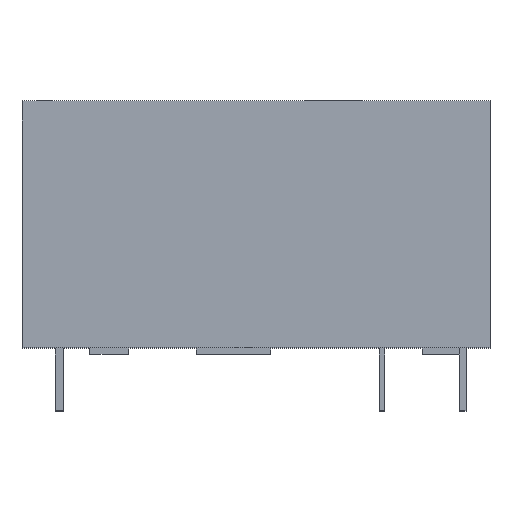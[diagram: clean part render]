
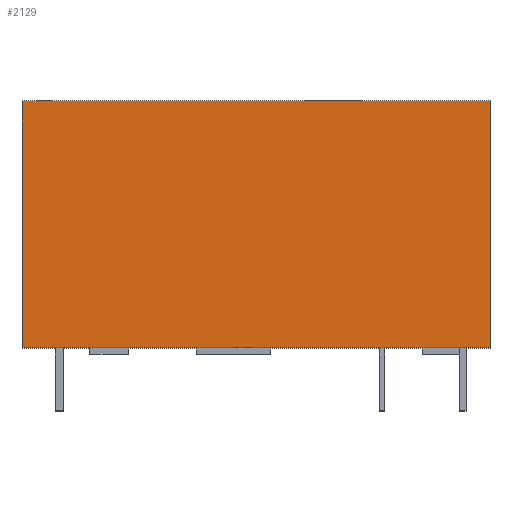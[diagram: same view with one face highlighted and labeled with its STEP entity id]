
A CAD part, top view. The second image highlights one B-rep face of the part: STEP entity #2129.
In plain terms, the highlighted planar face has unit normal (0, 0, 1).
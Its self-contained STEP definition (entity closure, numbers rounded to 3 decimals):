
#10 = EDGE_CURVE ( 'NONE', #1008, #55, #266, .T. ) ;
#55 = VERTEX_POINT ( 'NONE', #443 ) ;
#112 = ORIENTED_EDGE ( 'NONE', *, *, #1169, .T. ) ;
#158 = VERTEX_POINT ( 'NONE', #1247 ) ;
#167 = ORIENTED_EDGE ( 'NONE', *, *, #2078, .T. ) ;
#266 = LINE ( 'NONE', #270, #271 ) ;
#270 = CARTESIAN_POINT ( 'NONE',  ( 26.7, 15.7, 2.6 ) ) ;
#271 = VECTOR ( 'NONE', #272, 1000. ) ;
#272 = DIRECTION ( 'NONE',  ( 0., -1., 0. ) ) ;
#432 = CARTESIAN_POINT ( 'NONE',  ( -2.3, 0.4, 2.6 ) ) ;
#443 = CARTESIAN_POINT ( 'NONE',  ( 26.7, 0.4, 2.6 ) ) ;
#908 = LINE ( 'NONE', #909, #910 ) ;
#909 = CARTESIAN_POINT ( 'NONE',  ( -2.3, 15.7, 2.6 ) ) ;
#910 = VECTOR ( 'NONE', #911, 1000. ) ;
#911 = DIRECTION ( 'NONE',  ( 1., 0., 0. ) ) ;
#987 = CARTESIAN_POINT ( 'NONE',  ( 26.7, 15.7, 2.6 ) ) ;
#1008 = VERTEX_POINT ( 'NONE', #987 ) ;
#1059 = LINE ( 'NONE', #1060, #1061 ) ;
#1060 = CARTESIAN_POINT ( 'NONE',  ( -2.3, 15.7, 2.6 ) ) ;
#1061 = VECTOR ( 'NONE', #1062, 1000. ) ;
#1062 = DIRECTION ( 'NONE',  ( 0., -1., 0. ) ) ;
#1084 = ORIENTED_EDGE ( 'NONE', *, *, #2006, .F. ) ;
#1169 = EDGE_CURVE ( 'NONE', #158, #1943, #1059, .T. ) ;
#1247 = CARTESIAN_POINT ( 'NONE',  ( -2.3, 15.7, 2.6 ) ) ;
#1347 = LINE ( 'NONE', #1348, #1349 ) ;
#1348 = CARTESIAN_POINT ( 'NONE',  ( -2.3, 0.4, 2.6 ) ) ;
#1349 = VECTOR ( 'NONE', #1350, 1000. ) ;
#1350 = DIRECTION ( 'NONE',  ( 1., 0., 0. ) ) ;
#1683 = FACE_OUTER_BOUND ( 'NONE', #2114, .T. ) ;
#1684 = PLANE ( 'NONE',  #1685 ) ;
#1685 = AXIS2_PLACEMENT_3D ( 'NONE', #1686, #1687, #1688 ) ;
#1686 = CARTESIAN_POINT ( 'NONE',  ( -2.3, 15.7, 2.6 ) ) ;
#1687 = DIRECTION ( 'NONE',  ( 0., 0., -1. ) ) ;
#1688 = DIRECTION ( 'NONE',  ( -1., 0., 0. ) ) ;
#1943 = VERTEX_POINT ( 'NONE', #432 ) ;
#2006 = EDGE_CURVE ( 'NONE', #158, #1008, #908, .T. ) ;
#2036 = ORIENTED_EDGE ( 'NONE', *, *, #10, .F. ) ;
#2078 = EDGE_CURVE ( 'NONE', #1943, #55, #1347, .T. ) ;
#2114 = EDGE_LOOP ( 'NONE', ( #167, #2036, #1084, #112 ) ) ;
#2129 = ADVANCED_FACE ( 'NONE', ( #1683 ), #1684, .F. ) ;
